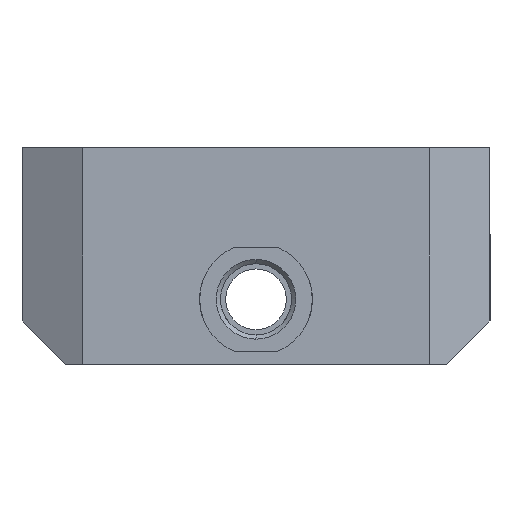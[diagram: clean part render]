
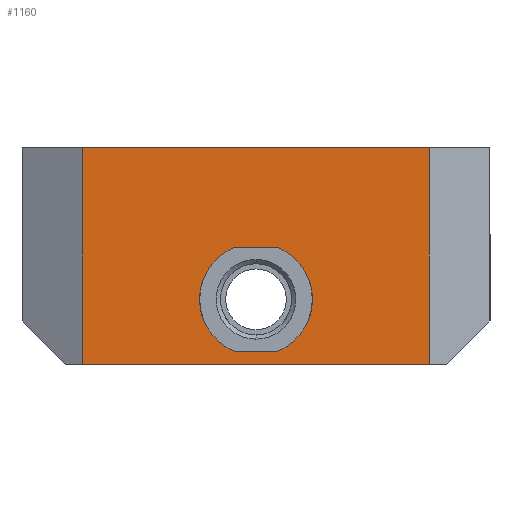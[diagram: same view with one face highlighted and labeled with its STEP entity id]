
A CAD part, front view. The second image highlights one B-rep face of the part: STEP entity #1160.
In plain terms, the highlighted planar face has unit normal (0, -1, 0).
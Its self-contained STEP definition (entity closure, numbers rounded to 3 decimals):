
#6 = VERTEX_POINT ( 'NONE', #1066 ) ;
#12 = LINE ( 'NONE', #1380, #48 ) ;
#19 = CARTESIAN_POINT ( 'NONE',  ( 2.5, -10., -6. ) ) ;
#41 = CARTESIAN_POINT ( 'NONE',  ( -20., -10., 17.5 ) ) ;
#48 = VECTOR ( 'NONE', #1223, 1000. ) ;
#52 = ORIENTED_EDGE ( 'NONE', *, *, #930, .T. ) ;
#57 = CARTESIAN_POINT ( 'NONE',  ( 20., -10., -7.5 ) ) ;
#62 = VERTEX_POINT ( 'NONE', #755 ) ;
#64 = DIRECTION ( 'NONE',  ( 0., 0., 1. ) ) ;
#68 = DIRECTION ( 'NONE',  ( 1., 0., 0. ) ) ;
#115 = CARTESIAN_POINT ( 'NONE',  ( -2.5, -10., 6. ) ) ;
#156 = DIRECTION ( 'NONE',  ( 0., 0., -1. ) ) ;
#211 = LINE ( 'NONE', #57, #300 ) ;
#223 = CARTESIAN_POINT ( 'NONE',  ( -20., -10., -7.5 ) ) ;
#228 = CARTESIAN_POINT ( 'NONE',  ( 20., -10., 17.5 ) ) ;
#260 = ORIENTED_EDGE ( 'NONE', *, *, #1172, .F. ) ;
#268 = LINE ( 'NONE', #115, #1330 ) ;
#279 = ORIENTED_EDGE ( 'NONE', *, *, #1034, .T. ) ;
#300 = VECTOR ( 'NONE', #1432, 1000. ) ;
#307 = DIRECTION ( 'NONE',  ( 0., -1., 0. ) ) ;
#379 = LINE ( 'NONE', #223, #855 ) ;
#385 = LINE ( 'NONE', #228, #1507 ) ;
#392 = ORIENTED_EDGE ( 'NONE', *, *, #807, .F. ) ;
#407 = CARTESIAN_POINT ( 'NONE',  ( 2.5, -10., 6. ) ) ;
#469 = CARTESIAN_POINT ( 'NONE',  ( 20., -10., -7.5 ) ) ;
#481 = EDGE_LOOP ( 'NONE', ( #52, #639, #1003, #279 ) ) ;
#501 = ORIENTED_EDGE ( 'NONE', *, *, #1444, .F. ) ;
#502 = CIRCLE ( 'NONE', #1486, 6.5 ) ;
#514 = AXIS2_PLACEMENT_3D ( 'NONE', #469, #307, #156 ) ;
#515 = VERTEX_POINT ( 'NONE', #528 ) ;
#528 = CARTESIAN_POINT ( 'NONE',  ( -2.5, -10., 6. ) ) ;
#591 = EDGE_CURVE ( 'NONE', #889, #6, #385, .T. ) ;
#639 = ORIENTED_EDGE ( 'NONE', *, *, #591, .F. ) ;
#702 = CARTESIAN_POINT ( 'NONE',  ( -2.5, -10., -6. ) ) ;
#724 = CARTESIAN_POINT ( 'NONE',  ( 20., -10., -7.5 ) ) ;
#736 = LINE ( 'NONE', #1323, #751 ) ;
#751 = VECTOR ( 'NONE', #1164, 1000. ) ;
#755 = CARTESIAN_POINT ( 'NONE',  ( -20., -10., -7.5 ) ) ;
#775 = CARTESIAN_POINT ( 'NONE',  ( 0., -10., 0. ) ) ;
#780 = PLANE ( 'NONE',  #514 ) ;
#807 = EDGE_CURVE ( 'NONE', #515, #819, #502, .T. ) ;
#819 = VERTEX_POINT ( 'NONE', #702 ) ;
#855 = VECTOR ( 'NONE', #64, 1000. ) ;
#889 = VERTEX_POINT ( 'NONE', #41 ) ;
#930 = EDGE_CURVE ( 'NONE', #977, #6, #12, .T. ) ;
#977 = VERTEX_POINT ( 'NONE', #724 ) ;
#985 = VERTEX_POINT ( 'NONE', #407 ) ;
#1003 = ORIENTED_EDGE ( 'NONE', *, *, #1144, .F. ) ;
#1024 = EDGE_CURVE ( 'NONE', #1372, #985, #1321, .T. ) ;
#1034 = EDGE_CURVE ( 'NONE', #62, #977, #211, .T. ) ;
#1053 = DIRECTION ( 'NONE',  ( 0., 0., -1. ) ) ;
#1066 = CARTESIAN_POINT ( 'NONE',  ( 20., -10., 17.5 ) ) ;
#1096 = FACE_BOUND ( 'NONE', #1263, .T. ) ;
#1106 = ORIENTED_EDGE ( 'NONE', *, *, #1024, .F. ) ;
#1144 = EDGE_CURVE ( 'NONE', #62, #889, #379, .T. ) ;
#1150 = DIRECTION ( 'NONE',  ( 0., 0., -1. ) ) ;
#1160 = ADVANCED_FACE ( 'NONE', ( #1367, #1096 ), #780, .T. ) ;
#1164 = DIRECTION ( 'NONE',  ( 1., 0., 0. ) ) ;
#1172 = EDGE_CURVE ( 'NONE', #985, #515, #268, .T. ) ;
#1204 = DIRECTION ( 'NONE',  ( 0., -1., 0. ) ) ;
#1223 = DIRECTION ( 'NONE',  ( 0., 0., 1. ) ) ;
#1263 = EDGE_LOOP ( 'NONE', ( #501, #392, #260, #1106 ) ) ;
#1307 = AXIS2_PLACEMENT_3D ( 'NONE', #1466, #1310, #1150 ) ;
#1310 = DIRECTION ( 'NONE',  ( 0., -1., 0. ) ) ;
#1321 = CIRCLE ( 'NONE', #1307, 6.5 ) ;
#1323 = CARTESIAN_POINT ( 'NONE',  ( -2.5, -10., -6. ) ) ;
#1330 = VECTOR ( 'NONE', #1487, 1000. ) ;
#1367 = FACE_OUTER_BOUND ( 'NONE', #481, .T. ) ;
#1372 = VERTEX_POINT ( 'NONE', #19 ) ;
#1380 = CARTESIAN_POINT ( 'NONE',  ( 20., -10., -7.5 ) ) ;
#1432 = DIRECTION ( 'NONE',  ( 1., 0., 0. ) ) ;
#1444 = EDGE_CURVE ( 'NONE', #819, #1372, #736, .T. ) ;
#1466 = CARTESIAN_POINT ( 'NONE',  ( 0., -10., 0. ) ) ;
#1486 = AXIS2_PLACEMENT_3D ( 'NONE', #775, #1204, #1053 ) ;
#1487 = DIRECTION ( 'NONE',  ( -1., 0., 0. ) ) ;
#1507 = VECTOR ( 'NONE', #68, 1000. ) ;
